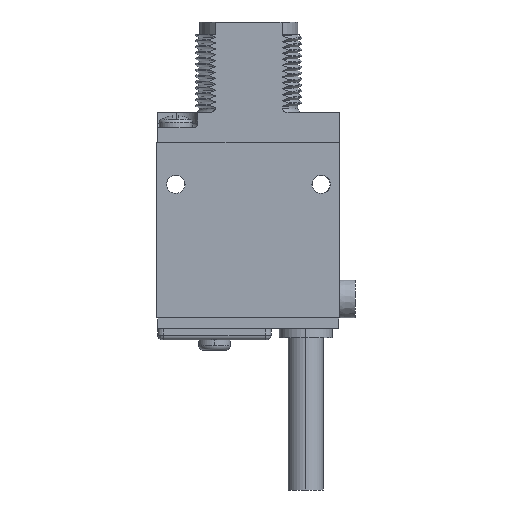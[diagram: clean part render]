
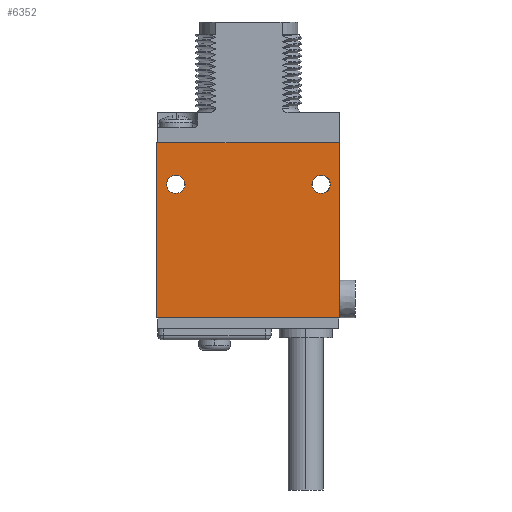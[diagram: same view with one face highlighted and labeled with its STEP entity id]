
A CAD part, left-side view. The second image highlights one B-rep face of the part: STEP entity #6352.
In plain terms, the highlighted planar face has unit normal (-1, 0, 0).
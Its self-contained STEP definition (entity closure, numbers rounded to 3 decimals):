
#1=DIRECTION('',(0.,-1.,0.));
#2=VECTOR('',#1,0.076);
#3=CARTESIAN_POINT('',(-6.02,0.076,0.));
#4=LINE('',#3,#2);
#5=DIRECTION('',(0.,0.,-1.));
#6=VECTOR('',#5,29.464);
#7=CARTESIAN_POINT('',(-6.02,0.,0.));
#8=LINE('',#7,#6);
#9=DIRECTION('',(0.,1.,0.));
#10=VECTOR('',#9,30.785);
#11=CARTESIAN_POINT('',(-6.02,0.,-29.464));
#12=LINE('',#11,#10);
#13=DIRECTION('',(0.,0.,1.));
#14=VECTOR('',#13,29.464);
#15=CARTESIAN_POINT('',(-6.02,30.785,-29.464));
#16=LINE('',#15,#14);
#17=DIRECTION('',(0.,-1.,0.));
#18=VECTOR('',#17,0.127);
#19=CARTESIAN_POINT('',(-6.02,30.785,0.));
#20=LINE('',#19,#18);
#21=DIRECTION('',(0.,1.,0.));
#22=VECTOR('',#21,30.582);
#23=CARTESIAN_POINT('',(-6.02,0.076,0.));
#24=LINE('',#23,#22);
#25=CARTESIAN_POINT('',(-6.02,27.61,-6.985));
#26=DIRECTION('',(1.,0.,0.));
#27=DIRECTION('',(0.,0.,-1.));
#28=AXIS2_PLACEMENT_3D('',#25,#26,#27);
#30=CARTESIAN_POINT('',(-6.02,27.61,-6.985));
#31=DIRECTION('',(1.,0.,0.));
#32=DIRECTION('',(0.,0.,1.));
#33=AXIS2_PLACEMENT_3D('',#30,#31,#32);
#35=CARTESIAN_POINT('',(-6.02,3.175,-6.985));
#36=DIRECTION('',(1.,0.,0.));
#37=DIRECTION('',(0.,0.,-1.));
#38=AXIS2_PLACEMENT_3D('',#35,#36,#37);
#40=CARTESIAN_POINT('',(-6.02,3.175,-6.985));
#41=DIRECTION('',(1.,0.,0.));
#42=DIRECTION('',(0.,0.,1.));
#43=AXIS2_PLACEMENT_3D('',#40,#41,#42);
#5603=CARTESIAN_POINT('',(-6.02,0.,0.));
#5604=CARTESIAN_POINT('',(-6.02,0.,-29.464));
#5605=VERTEX_POINT('',#5603);
#5606=VERTEX_POINT('',#5604);
#5607=CARTESIAN_POINT('',(-6.02,30.785,-29.464));
#5608=VERTEX_POINT('',#5607);
#5609=CARTESIAN_POINT('',(-6.02,30.785,0.));
#5610=VERTEX_POINT('',#5609);
#5619=CARTESIAN_POINT('',(-6.02,27.61,-8.535));
#5620=CARTESIAN_POINT('',(-6.02,27.61,-5.435));
#5621=VERTEX_POINT('',#5619);
#5622=VERTEX_POINT('',#5620);
#5623=CARTESIAN_POINT('',(-6.02,3.175,-8.535));
#5624=CARTESIAN_POINT('',(-6.02,3.175,-5.435));
#5625=VERTEX_POINT('',#5623);
#5626=VERTEX_POINT('',#5624);
#6147=CARTESIAN_POINT('',(-6.02,0.076,0.));
#6148=CARTESIAN_POINT('',(-6.02,30.658,0.));
#6149=VERTEX_POINT('',#6147);
#6150=VERTEX_POINT('',#6148);
#6321=CARTESIAN_POINT('',(-6.02,0.,0.));
#6322=DIRECTION('',(1.,0.,0.));
#6323=DIRECTION('',(0.,0.,-1.));
#6324=AXIS2_PLACEMENT_3D('',#6321,#6322,#6323);
#6325=PLANE('',#6324);
#6327=ORIENTED_EDGE('',*,*,#6326,.T.);
#6329=ORIENTED_EDGE('',*,*,#6328,.T.);
#6331=ORIENTED_EDGE('',*,*,#6330,.T.);
#6333=ORIENTED_EDGE('',*,*,#6332,.T.);
#6335=ORIENTED_EDGE('',*,*,#6334,.T.);
#6337=ORIENTED_EDGE('',*,*,#6336,.F.);
#6338=EDGE_LOOP('',(#6327,#6329,#6331,#6333,#6335,#6337));
#6339=FACE_OUTER_BOUND('',#6338,.F.);
#6341=ORIENTED_EDGE('',*,*,#6340,.F.);
#6343=ORIENTED_EDGE('',*,*,#6342,.F.);
#6344=EDGE_LOOP('',(#6341,#6343));
#6345=FACE_BOUND('',#6344,.F.);
#6347=ORIENTED_EDGE('',*,*,#6346,.F.);
#6349=ORIENTED_EDGE('',*,*,#6348,.F.);
#6350=EDGE_LOOP('',(#6347,#6349));
#6351=FACE_BOUND('',#6350,.F.);
#6352=ADVANCED_FACE('',(#6339,#6345,#6351),#6325,.F.);
#29=CIRCLE('',#28,1.55);
#34=CIRCLE('',#33,1.55);
#39=CIRCLE('',#38,1.55);
#44=CIRCLE('',#43,1.55);
#6326=EDGE_CURVE('',#6149,#5605,#4,.T.);
#6328=EDGE_CURVE('',#5605,#5606,#8,.T.);
#6330=EDGE_CURVE('',#5606,#5608,#12,.T.);
#6332=EDGE_CURVE('',#5608,#5610,#16,.T.);
#6334=EDGE_CURVE('',#5610,#6150,#20,.T.);
#6336=EDGE_CURVE('',#6149,#6150,#24,.T.);
#6340=EDGE_CURVE('',#5621,#5622,#29,.T.);
#6342=EDGE_CURVE('',#5622,#5621,#34,.T.);
#6346=EDGE_CURVE('',#5625,#5626,#39,.T.);
#6348=EDGE_CURVE('',#5626,#5625,#44,.T.);
